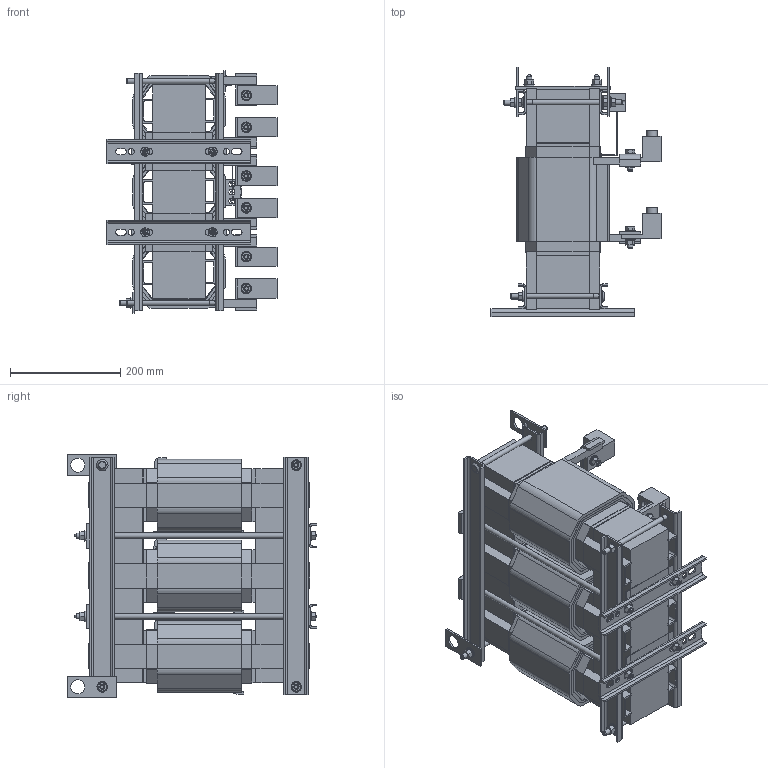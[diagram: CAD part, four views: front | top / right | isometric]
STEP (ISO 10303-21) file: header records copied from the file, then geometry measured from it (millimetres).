
FILE_DESCRIPTION(/* description */ (''),/* implementation_level */ '2;1');
FILE_NAME(/* name */ 'KLRUL305CPTMG.stp',/* time_stamp */ '2020-03-27T13:15:47-05:00',/* author */ ('jnelson'),/* organization */ (''),/* preprocessor_version */ 'ST-DEVELOPER v17',/* originating_system */ 'Autodesk Inventor 2019',/* authorisation */ '');
FILE_SCHEMA (('AUTOMOTIVE_DESIGN { 1 0 10303 214 3 1 1 }'));
Length unit declared in the file: inch
Products named in the file (36): KLRUL250APTMG; KTRMG250A; 24158; 15185; 14731; 31003; 31003_1; 31003 - Bracket; 22510; 15179; 22512; 22511; 19874; 15309; 15466; 19375; 13202; 25987 BENT FOR ROD; 28456; 30097- LARGE  BLANK  (REACTOR); 29477-KTRMG362AMSX1; 28453; 28453_1; 11923insert; 11923-1; 11923-2; 11923-3; 31615; 14331 WIRING KTRMG362AMS Short Bend; 14331 WIRING KTRMG362AMS; 11632; 11626 AND 1509; 11626; 3556 AND 1509; 3556; 1509
Assembly tree (100 placements, depth 5):
  KLRUL250APTMG
    KTRMG250A
      14731  x2
      15185  x4
      24158  x3
      22510  x3
      31003
        31003_1
        31003 - Bracket
      15179  x4
      22512  x2
      22511  x2
      19874  x2
      15309  x2
      15466  x6
      11626  x4
      19375  x4
      13202  x4
      25987 BENT FOR ROD  x4
      11626 AND 1509  x10
        1509
        11626
      28456  x2
      30097- LARGE  BLANK  (REACTOR)
      29477-KTRMG362AMSX1
      28453
        28453_1
        11923insert  x3
          11923-1
          11923-2
          11923-3
      14331 WIRING KTRMG362AMS Short Bend  x2
      14331 WIRING KTRMG362AMS  x2
      31615
    11632  x6
    11626 AND 1509  x6
      1509
      11626
    3556 AND 1509  x6
      3556
      1509
Bounding box: 307.81 x 451.99 x 439.67 mm (x, y, z)
Volume: 18125254.7 mm3; surface area: 3544993.2 mm2
Topology: 123 solids, 123 shells, 4256 faces, 11221 edges, 7228 vertices
Faces by surface type: plane 2181, cylinder 1811, bspline 202, cone 54, torus 4, sphere 4
Full cylindrical faces by diameter (mm): 1.524 x10, 3.842 x6, 4.166 x2, 4.496 x6, 4.724 x2, 5.436 x2, 5.867 x6, 5.938 x6, 7.01 x6, 7.798 x20, 8.382 x4, 9.322 x4, 9.525 x32, 9.652 x6, 9.957 x4, 10.319 x6, 11.176 x10, 19.05 x34, 20.904 x4, 22.682 x6, 25.4 x2
Entity records: 44947 total; most frequent: CARTESIAN_POINT 10606, ORIENTED_EDGE 7072, DIRECTION 6319, EDGE_CURVE 3536, LINE 2473, VECTOR 2473, VERTEX_POINT 2311, AXIS2_PLACEMENT_3D 1923
